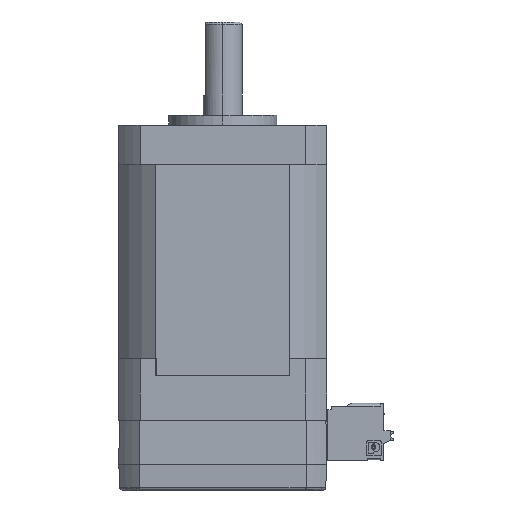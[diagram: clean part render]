
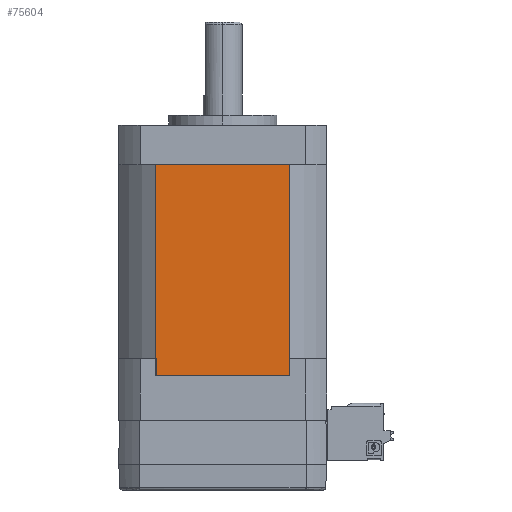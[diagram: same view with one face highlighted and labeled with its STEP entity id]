
A CAD part, left-side view. The second image highlights one B-rep face of the part: STEP entity #75604.
In plain terms, the highlighted planar face has unit normal (-1, 0, 0).
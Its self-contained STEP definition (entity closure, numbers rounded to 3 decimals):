
#920 = AXIS2_PLACEMENT_3D ( 'NONE', #144940, #103531, #156185 ) ;
#3069 = CARTESIAN_POINT ( 'NONE',  ( -21.1, 13.594, -62.703 ) ) ;
#4110 = VERTEX_POINT ( 'NONE', #78894 ) ;
#10431 = VERTEX_POINT ( 'NONE', #143535 ) ;
#11080 = FACE_OUTER_BOUND ( 'NONE', #91911, .T. ) ;
#16095 = VECTOR ( 'NONE', #67589, 1000. ) ;
#17447 = EDGE_CURVE ( 'NONE', #26672, #55817, #146888, .T. ) ;
#18922 = ORIENTED_EDGE ( 'NONE', *, *, #116837, .T. ) ;
#19561 = DIRECTION ( 'NONE',  ( 0., 0., 1. ) ) ;
#26672 = VERTEX_POINT ( 'NONE', #86562 ) ;
#42161 = ORIENTED_EDGE ( 'NONE', *, *, #164015, .F. ) ;
#42628 = LINE ( 'NONE', #95358, #67677 ) ;
#45967 = VERTEX_POINT ( 'NONE', #47205 ) ;
#47205 = CARTESIAN_POINT ( 'NONE',  ( -21.1, -13.594, 12.5 ) ) ;
#51495 = CARTESIAN_POINT ( 'NONE',  ( -21.1, 13.594, 52. ) ) ;
#55817 = VERTEX_POINT ( 'NONE', #51495 ) ;
#66836 = ORIENTED_EDGE ( 'NONE', *, *, #170835, .T. ) ;
#67589 = DIRECTION ( 'NONE',  ( 0., 1., 0. ) ) ;
#67677 = VECTOR ( 'NONE', #148060, 1000. ) ;
#67832 = ORIENTED_EDGE ( 'NONE', *, *, #114393, .F. ) ;
#69201 = VECTOR ( 'NONE', #101331, 1000. ) ;
#73012 = EDGE_CURVE ( 'NONE', #10431, #4110, #123086, .T. ) ;
#75604 = ADVANCED_FACE ( 'NONE', ( #11080 ), #92253, .F. ) ;
#76272 = ORIENTED_EDGE ( 'NONE', *, *, #17447, .T. ) ;
#78894 = CARTESIAN_POINT ( 'NONE',  ( -21.1, 13.594, 12.5 ) ) ;
#86562 = CARTESIAN_POINT ( 'NONE',  ( -21.1, -13.594, 52. ) ) ;
#91911 = EDGE_LOOP ( 'NONE', ( #18922, #66836, #76272, #42161, #95236, #67832 ) ) ;
#92253 = PLANE ( 'NONE',  #920 ) ;
#95236 = ORIENTED_EDGE ( 'NONE', *, *, #73012, .F. ) ;
#95358 = CARTESIAN_POINT ( 'NONE',  ( -21.1, -13.594, -62.703 ) ) ;
#101331 = DIRECTION ( 'NONE',  ( 0., 0., 1. ) ) ;
#103531 = DIRECTION ( 'NONE',  ( 1., 0., 0. ) ) ;
#108140 = CARTESIAN_POINT ( 'NONE',  ( -21.1, -13.594, 9. ) ) ;
#108836 = DIRECTION ( 'NONE',  ( 0., 1., 0. ) ) ;
#110552 = CARTESIAN_POINT ( 'NONE',  ( -21.1, -13.594, 52. ) ) ;
#111188 = LINE ( 'NONE', #163838, #115597 ) ;
#113149 = VECTOR ( 'NONE', #108836, 1000. ) ;
#114393 = EDGE_CURVE ( 'NONE', #136694, #10431, #161649, .T. ) ;
#115597 = VECTOR ( 'NONE', #19561, 1000. ) ;
#116837 = EDGE_CURVE ( 'NONE', #136694, #45967, #111188, .T. ) ;
#117629 = CARTESIAN_POINT ( 'NONE',  ( -21.1, 13.594, -62.703 ) ) ;
#123086 = LINE ( 'NONE', #3069, #132216 ) ;
#131671 = CARTESIAN_POINT ( 'NONE',  ( -21.1, -13.594, 9. ) ) ;
#132216 = VECTOR ( 'NONE', #163637, 1000. ) ;
#136694 = VERTEX_POINT ( 'NONE', #131671 ) ;
#143535 = CARTESIAN_POINT ( 'NONE',  ( -21.1, 13.594, 9. ) ) ;
#144940 = CARTESIAN_POINT ( 'NONE',  ( -21.1, -13.594, -62.703 ) ) ;
#146888 = LINE ( 'NONE', #110552, #113149 ) ;
#148060 = DIRECTION ( 'NONE',  ( 0., 0., 1. ) ) ;
#154852 = LINE ( 'NONE', #117629, #69201 ) ;
#156185 = DIRECTION ( 'NONE',  ( 0., 0., -1. ) ) ;
#161649 = LINE ( 'NONE', #108140, #16095 ) ;
#163637 = DIRECTION ( 'NONE',  ( 0., 0., 1. ) ) ;
#163838 = CARTESIAN_POINT ( 'NONE',  ( -21.1, -13.594, -62.703 ) ) ;
#164015 = EDGE_CURVE ( 'NONE', #4110, #55817, #154852, .T. ) ;
#170835 = EDGE_CURVE ( 'NONE', #45967, #26672, #42628, .T. ) ;
